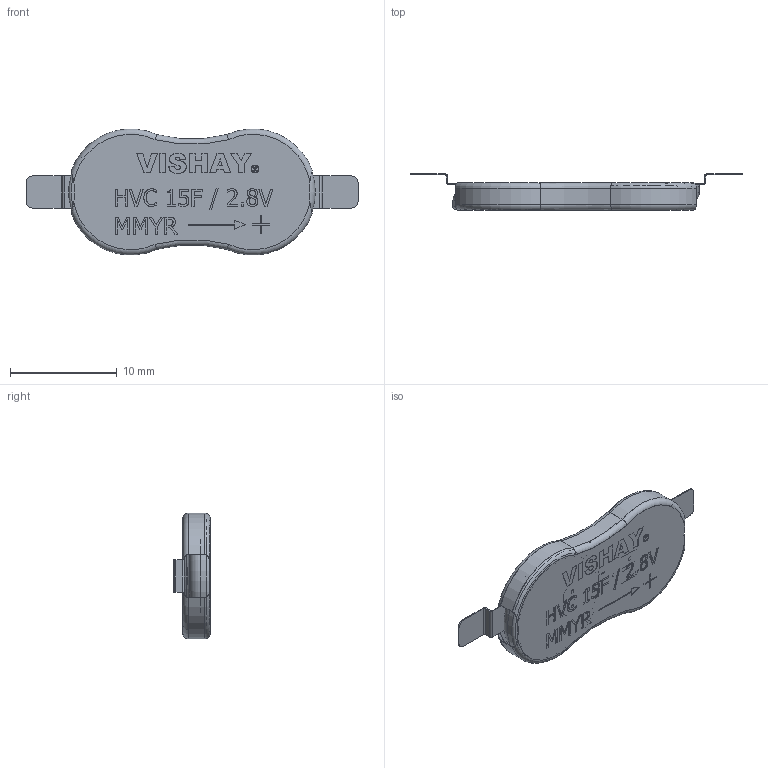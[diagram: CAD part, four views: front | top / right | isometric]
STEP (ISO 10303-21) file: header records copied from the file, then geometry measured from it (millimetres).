
FILE_DESCRIPTION(/* description */ (''),/* implementation_level */ '2;1');
FILE_NAME(/* name */ '713050-404.stp',/* time_stamp */ '2018-08-21T11:56:45+07:00',/* author */ ('IAriyanto'),/* organization */ (''),/* preprocessor_version */ 'ST-DEVELOPER v15.6',/* originating_system */ 'Autodesk Inventor 2015',/* authorisation */ '');
FILE_SCHEMA (('AUTOMOTIVE_DESIGN { 1 0 10303 214 3 1 1 }'));
Length unit declared in the file: millimetre
Products named in the file (9): 711709 (HVC1223)1; Sleeve; HVC 1223 with Sleeve trimming; 711709 (HVC1223); HVC 1223 with Sleeve; 708413; E11-00360; Printed sleeve-404; 713050-404
Assembly tree (10 placements, depth 3):
  713050-404
    HVC 1223 with Sleeve trimming
      711709 (HVC1223)1
      Sleeve
    HVC 1223 with Sleeve
      711709 (HVC1223)
      Sleeve
    708413
    E11-00360  x2
    Printed sleeve-404
Bounding box: 31.12 x 3.4 x 11.8 mm (x, y, z)
Volume: 454.7 mm3; surface area: 2329.2 mm2
Topology: 8 solids, 8 shells, 898 faces, 2304 edges, 1504 vertices
Faces by surface type: plane 572, bspline 190, cylinder 74, torus 62
Full cylindrical faces by diameter (mm): 9.26 x2, 9.46 x2, 10.462 x2, 11.46 x2, 11.462 x2, 11.622 x2
Entity records: 28988 total; most frequent: CARTESIAN_POINT 9197, ORIENTED_EDGE 4280, DIRECTION 3220, EDGE_CURVE 2140, LINE 1526, VECTOR 1526, VERTEX_POINT 1424, EDGE_LOOP 956
